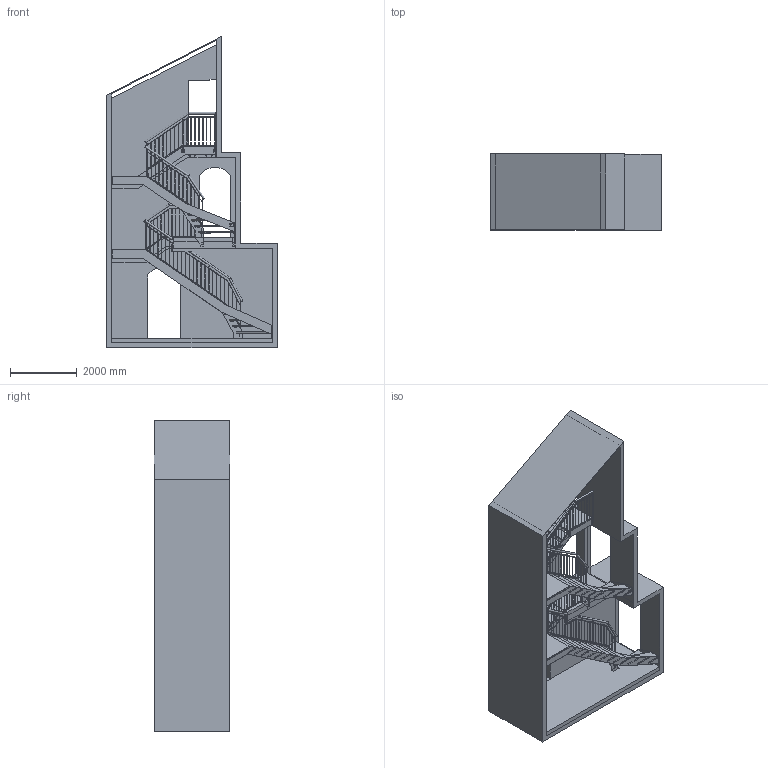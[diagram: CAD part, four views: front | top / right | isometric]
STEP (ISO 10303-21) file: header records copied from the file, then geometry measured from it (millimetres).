
FILE_DESCRIPTION(('FreeCAD Model'),'2;1');
FILE_NAME('Open CASCADE Shape Model','2025-03-16T23:04:39',(''),(''), 'Open CASCADE STEP processor 7.6','FreeCAD','Unknown');
FILE_SCHEMA(('AUTOMOTIVE_DESIGN { 1 0 10303 214 1 1 1 1 }'));
Length unit declared in the file: millimetre
Products named in the file (51): Maison2; Murs_Body; M1_Body003; M2_Body004; M3_Body005; M4_Body006; M5_Body007; M6_Body008; M7_Body009; M8_Body010; M9_Body011; M10_Body012; M11_Body013; M12_Body014; M13_Body015; M14_Body016; N1_Body017; N2_Body018; LimonRez1ereVoleeBasGauche_Body019; LimonRez1ereVoleeGauche_Body020; LimonRez2emeVoleeGauche_Body023; LimonRezPalier_Body024; NN1_Body025; NN2_Body026; NN3_Body027; NN4_Body028; NN5_Body029; NN6_Body030; NN7_Body031; NN8_Body032; NN9_Body033; NN10_Body034; NN11_Body035; NN12_Body036; NN13_Body037; NN14_Body038; NN15_Body039; Limon1er1ereVoleeBasGauche_Body040; Limon1er1ereVoleeGauche_Body041; Limon1er2emeVoleeGauche_Body043 ...
Assembly tree (50 placements, depth 2):
  Maison2
    Murs_Body
    M1_Body003
    M2_Body004
    M3_Body005
    M4_Body006
    M5_Body007
    M6_Body008
    M7_Body009
    M8_Body010
    M9_Body011
    M10_Body012
    M11_Body013
    M12_Body014
    M13_Body015
    M14_Body016
    N1_Body017
    N2_Body018
    LimonRez1ereVoleeBasGauche_Body019
    LimonRez1ereVoleeGauche_Body020
    LimonRez2emeVoleeGauche_Body023
    LimonRezPalier_Body024
    NN1_Body025
    NN2_Body026
    NN3_Body027
    NN4_Body028
    NN5_Body029
    NN6_Body030
    NN7_Body031
    NN8_Body032
    NN9_Body033
    NN10_Body034
    NN11_Body035
    NN12_Body036
    NN13_Body037
    NN14_Body038
    NN15_Body039
    Limon1er1ereVoleeBasGauche_Body040
    Limon1er1ereVoleeGauche_Body041
    Limon1er2emeVoleeGauche_Body043
    Limon1erPalier_Body045
    Limon1er2emePalier_Body046
    Chape_rez_Body
    BarriereRez2emeVolee_Corps
    Barriere1er1ereVolee_Corps
    Barriere1er2emeVolee_Corps
    LimonRez1ereVoleeDroite_Body021_Cut
    LimonRez2emeVoleeDroite_Body022_Cut001
    Limon1er1ereVoleeDroite_Body042_Cut003
    Limon1er2emeVoleeDroite_Body044_Cut004
    Cut005
Bounding box: 5103 x 2270 x 9300.21 mm (x, y, z)
Volume: 17659324755.2 mm3; surface area: 253225465.9 mm2
Topology: 51 solids, 52 shells, 1615 faces, 4246 edges, 2789 vertices
Faces by surface type: plane 1454, cylinder 158, cone 3
Full cylindrical faces by diameter (mm): 11 x64, 14 x85
Entity records: 51254 total; most frequent: CARTESIAN_POINT 8701, ORIENTED_EDGE 8492, DIRECTION 7908, EDGE_CURVE 4246, LINE 3916, VECTOR 3916, VERTEX_POINT 2789, FACE_BOUND 2129
